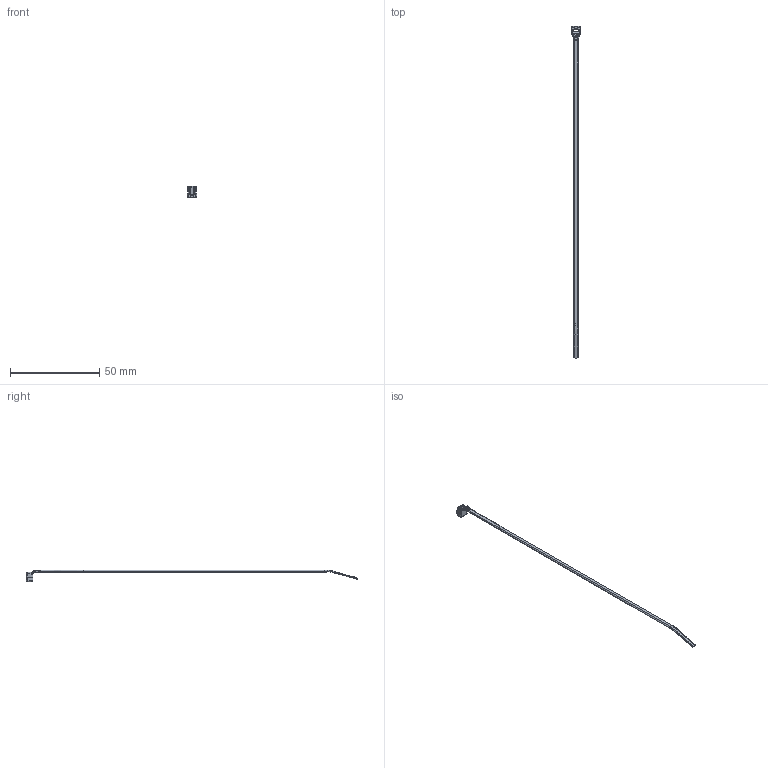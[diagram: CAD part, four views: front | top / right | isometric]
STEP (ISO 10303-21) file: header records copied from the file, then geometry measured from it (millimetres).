
FILE_DESCRIPTION(/* description */ (''),/* implementation_level */ '2;1');
FILE_NAME(/* name */ 'PANDUIT_CBR2M.stp',/* time_stamp */ '2020-01-02T13:45:43-06:00',/* author */ (''),/* organization */ (''),/* preprocessor_version */ 'ST-DEVELOPER v16',/* originating_system */ 'SIEMENS PLM Software NX 11.0',/* authorisation */ '');
FILE_SCHEMA (('AP203_CONFIGURATION_CONTROLLED_3D_DESIGN_OF_MECHANICAL_PARTS_AND_ASSEMBLIES_MIM_LF { 1 0 10303 403 2 1 2}'));
Length unit declared in the file: inch
Products named in the file (1): BWG62688AD2hq66
Bounding box: 5.3 x 185.88 x 6.5 mm (x, y, z)
Volume: 516.9 mm3; surface area: 1305.4 mm2
Topology: 1 solids, 1 shells, 299 faces, 738 edges, 435 vertices
Faces by surface type: cylinder 96, bspline 91, plane 84, torus 18, sphere 8, extrusion 2
Entity records: 10547 total; most frequent: CARTESIAN_POINT 4101, ORIENTED_EDGE 1454, DIRECTION 1193, EDGE_CURVE 727, AXIS2_PLACEMENT_3D 463, VERTEX_POINT 434, EDGE_LOOP 303, ADVANCED_FACE 298
